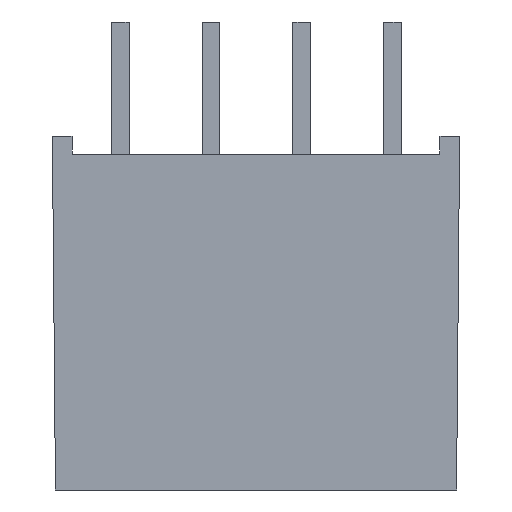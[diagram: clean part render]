
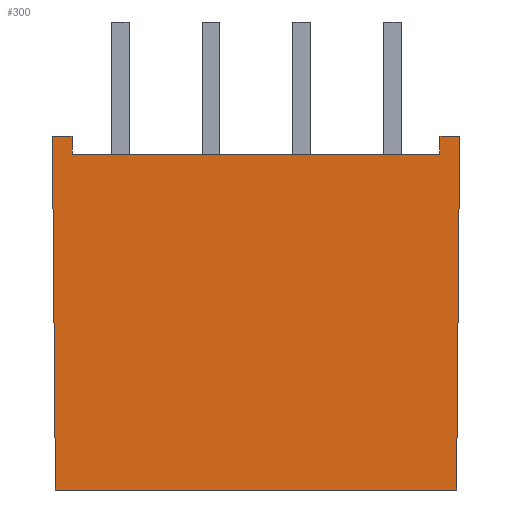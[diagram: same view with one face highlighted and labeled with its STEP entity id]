
A CAD part, front view. The second image highlights one B-rep face of the part: STEP entity #300.
In plain terms, the highlighted planar face has unit normal (0, -1, -0.009).
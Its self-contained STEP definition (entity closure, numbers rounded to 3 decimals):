
#14 = LINE ( 'NONE', #595, #345 ) ;
#22 = ORIENTED_EDGE ( 'NONE', *, *, #424, .F. ) ;
#29 = ORIENTED_EDGE ( 'NONE', *, *, #70, .F. ) ;
#40 = DIRECTION ( 'NONE',  ( 0.009, -0.009, 1. ) ) ;
#46 = VECTOR ( 'NONE', #376, 1000. ) ;
#47 = ORIENTED_EDGE ( 'NONE', *, *, #486, .T. ) ;
#59 = DIRECTION ( 'NONE',  ( -1., 0., 0. ) ) ;
#70 = EDGE_CURVE ( 'NONE', #277, #204, #234, .T. ) ;
#80 = CARTESIAN_POINT ( 'NONE',  ( 5.614, -2.914, 0. ) ) ;
#84 = FACE_OUTER_BOUND ( 'NONE', #494, .T. ) ;
#89 = CARTESIAN_POINT ( 'NONE',  ( 5.15, -2.996, 9.4 ) ) ;
#111 = ORIENTED_EDGE ( 'NONE', *, *, #583, .F. ) ;
#123 = VECTOR ( 'NONE', #591, 1000. ) ;
#138 = VERTEX_POINT ( 'NONE', #500 ) ;
#141 = VECTOR ( 'NONE', #59, 1000. ) ;
#143 = CARTESIAN_POINT ( 'NONE',  ( -5.7, -3., 9.9 ) ) ;
#147 = AXIS2_PLACEMENT_3D ( 'NONE', #229, #278, #255 ) ;
#159 = VERTEX_POINT ( 'NONE', #80 ) ;
#165 = VERTEX_POINT ( 'NONE', #407 ) ;
#177 = CARTESIAN_POINT ( 'NONE',  ( 5.614, -2.914, 0. ) ) ;
#202 = EDGE_CURVE ( 'NONE', #331, #159, #381, .T. ) ;
#204 = VERTEX_POINT ( 'NONE', #558 ) ;
#209 = EDGE_CURVE ( 'NONE', #159, #165, #597, .T. ) ;
#226 = EDGE_CURVE ( 'NONE', #165, #204, #14, .T. ) ;
#229 = CARTESIAN_POINT ( 'NONE',  ( -6.27, -3.004, 10.395 ) ) ;
#234 = LINE ( 'NONE', #355, #123 ) ;
#240 = ORIENTED_EDGE ( 'NONE', *, *, #226, .T. ) ;
#241 = DIRECTION ( 'NONE',  ( 0., -0.009, 1. ) ) ;
#244 = VECTOR ( 'NONE', #503, 1000. ) ;
#255 = DIRECTION ( 'NONE',  ( 0., 0.009, -1. ) ) ;
#271 = CARTESIAN_POINT ( 'NONE',  ( -5.614, -2.914, 0. ) ) ;
#272 = ORIENTED_EDGE ( 'NONE', *, *, #516, .T. ) ;
#276 = LINE ( 'NONE', #477, #390 ) ;
#277 = VERTEX_POINT ( 'NONE', #89 ) ;
#278 = DIRECTION ( 'NONE',  ( 0., -1., -0.009 ) ) ;
#300 = ADVANCED_FACE ( 'NONE', ( #84 ), #411, .T. ) ;
#302 = LINE ( 'NONE', #326, #46 ) ;
#322 = VERTEX_POINT ( 'NONE', #143 ) ;
#326 = CARTESIAN_POINT ( 'NONE',  ( -5.665, -2.996, 9.4 ) ) ;
#331 = VERTEX_POINT ( 'NONE', #422 ) ;
#345 = VECTOR ( 'NONE', #506, 1000. ) ;
#355 = CARTESIAN_POINT ( 'NONE',  ( 5.15, -2.996, 9.4 ) ) ;
#376 = DIRECTION ( 'NONE',  ( 1., 0., 0. ) ) ;
#381 = LINE ( 'NONE', #556, #244 ) ;
#390 = VECTOR ( 'NONE', #241, 1000. ) ;
#400 = LINE ( 'NONE', #434, #141 ) ;
#407 = CARTESIAN_POINT ( 'NONE',  ( 5.7, -3., 9.9 ) ) ;
#411 = PLANE ( 'NONE',  #147 ) ;
#422 = CARTESIAN_POINT ( 'NONE',  ( -5.614, -2.914, 0. ) ) ;
#424 = EDGE_CURVE ( 'NONE', #440, #277, #302, .T. ) ;
#427 = CARTESIAN_POINT ( 'NONE',  ( -5.15, -2.996, 9.4 ) ) ;
#429 = VECTOR ( 'NONE', #600, 1000. ) ;
#434 = CARTESIAN_POINT ( 'NONE',  ( -6.27, -3., 9.9 ) ) ;
#440 = VERTEX_POINT ( 'NONE', #427 ) ;
#477 = CARTESIAN_POINT ( 'NONE',  ( -5.15, -3.004, 10.395 ) ) ;
#480 = VECTOR ( 'NONE', #40, 1000. ) ;
#486 = EDGE_CURVE ( 'NONE', #440, #138, #276, .T. ) ;
#494 = EDGE_LOOP ( 'NONE', ( #568, #240, #29, #22, #47, #272, #111, #563 ) ) ;
#500 = CARTESIAN_POINT ( 'NONE',  ( -5.15, -3., 9.9 ) ) ;
#503 = DIRECTION ( 'NONE',  ( 1., 0., 0. ) ) ;
#506 = DIRECTION ( 'NONE',  ( -1., 0., 0. ) ) ;
#516 = EDGE_CURVE ( 'NONE', #138, #322, #400, .T. ) ;
#552 = LINE ( 'NONE', #271, #429 ) ;
#556 = CARTESIAN_POINT ( 'NONE',  ( -6.27, -2.914, 0. ) ) ;
#558 = CARTESIAN_POINT ( 'NONE',  ( 5.15, -3., 9.9 ) ) ;
#563 = ORIENTED_EDGE ( 'NONE', *, *, #202, .T. ) ;
#568 = ORIENTED_EDGE ( 'NONE', *, *, #209, .T. ) ;
#583 = EDGE_CURVE ( 'NONE', #331, #322, #552, .T. ) ;
#591 = DIRECTION ( 'NONE',  ( 0., -0.009, 1. ) ) ;
#595 = CARTESIAN_POINT ( 'NONE',  ( -6.27, -3., 9.9 ) ) ;
#597 = LINE ( 'NONE', #177, #480 ) ;
#600 = DIRECTION ( 'NONE',  ( -0.009, -0.009, 1. ) ) ;
